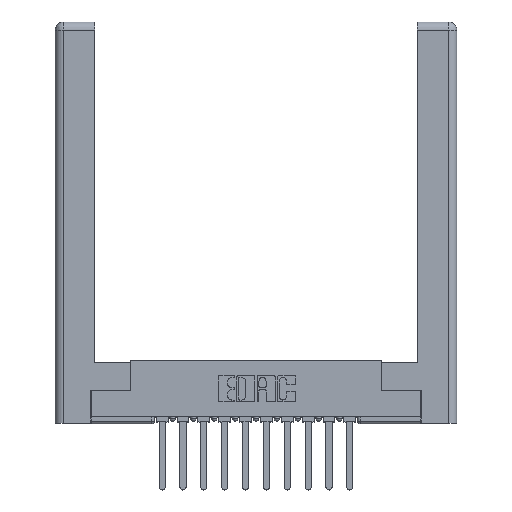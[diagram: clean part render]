
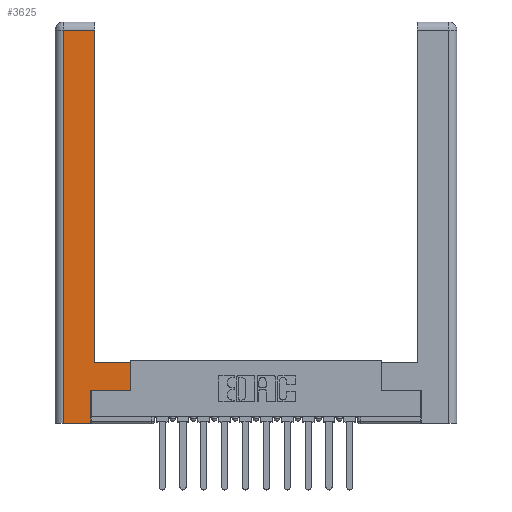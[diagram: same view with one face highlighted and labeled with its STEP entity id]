
A CAD part, top view. The second image highlights one B-rep face of the part: STEP entity #3625.
In plain terms, the highlighted planar face has unit normal (0, 0, 1).
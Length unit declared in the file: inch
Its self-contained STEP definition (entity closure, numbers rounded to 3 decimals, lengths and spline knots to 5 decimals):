
#305 = VECTOR ( 'NONE', #4271, 39.37008 ) ;
#349 = CARTESIAN_POINT ( 'NONE',  ( 0.0615, 2.94, 0. ) ) ;
#364 = VECTOR ( 'NONE', #13502, 39.37008 ) ;
#454 = LINE ( 'NONE', #6788, #11193 ) ;
#580 = VERTEX_POINT ( 'NONE', #1167 ) ;
#871 = DIRECTION ( 'NONE',  ( 0., 1., 0. ) ) ;
#1167 = CARTESIAN_POINT ( 'NONE',  ( 0.295, 0.45, 0. ) ) ;
#1488 = AXIS2_PLACEMENT_3D ( 'NONE', #5831, #9525, #10653 ) ;
#1705 = LINE ( 'NONE', #6604, #4435 ) ;
#1709 = CARTESIAN_POINT ( 'NONE',  ( 0.265, 0.245, 0. ) ) ;
#2316 = LINE ( 'NONE', #14858, #364 ) ;
#2965 = CARTESIAN_POINT ( 'NONE',  ( 0.0615, 0., 0. ) ) ;
#3355 = VECTOR ( 'NONE', #871, 39.37008 ) ;
#3416 = CARTESIAN_POINT ( 'NONE',  ( 0.565, 0.45, 0. ) ) ;
#3625 = ADVANCED_FACE ( 'NONE', ( #11860 ), #15730, .F. ) ;
#3740 = CARTESIAN_POINT ( 'NONE',  ( 0.295, 2.94, 0. ) ) ;
#4271 = DIRECTION ( 'NONE',  ( -1., 0., 0. ) ) ;
#4435 = VECTOR ( 'NONE', #11512, 39.37008 ) ;
#4496 = CARTESIAN_POINT ( 'NONE',  ( 0.265, 0., 0. ) ) ;
#4542 = VERTEX_POINT ( 'NONE', #11995 ) ;
#4601 = ORIENTED_EDGE ( 'NONE', *, *, #11268, .T. ) ;
#4683 = ORIENTED_EDGE ( 'NONE', *, *, #13517, .T. ) ;
#5078 = CARTESIAN_POINT ( 'NONE',  ( 0.565, 0.245, 0. ) ) ;
#5654 = EDGE_LOOP ( 'NONE', ( #9958, #7095, #4683, #11991, #12171, #12818, #4601, #9714 ) ) ;
#5831 = CARTESIAN_POINT ( 'NONE',  ( 0., 0., 0. ) ) ;
#6604 = CARTESIAN_POINT ( 'NONE',  ( 0.265, 0., 0. ) ) ;
#6710 = DIRECTION ( 'NONE',  ( 0., -1., 0. ) ) ;
#6788 = CARTESIAN_POINT ( 'NONE',  ( 0.565, 0.45, 0. ) ) ;
#6790 = EDGE_CURVE ( 'NONE', #13544, #580, #2316, .T. ) ;
#7095 = ORIENTED_EDGE ( 'NONE', *, *, #12616, .T. ) ;
#7363 = CARTESIAN_POINT ( 'NONE',  ( 0.265, 0.245, 0. ) ) ;
#7742 = VERTEX_POINT ( 'NONE', #2965 ) ;
#9087 = VERTEX_POINT ( 'NONE', #5078 ) ;
#9510 = LINE ( 'NONE', #14436, #10071 ) ;
#9525 = DIRECTION ( 'NONE',  ( 0., 0., -1. ) ) ;
#9714 = ORIENTED_EDGE ( 'NONE', *, *, #6790, .T. ) ;
#9900 = EDGE_CURVE ( 'NONE', #12329, #10406, #11137, .T. ) ;
#9958 = ORIENTED_EDGE ( 'NONE', *, *, #14326, .T. ) ;
#10071 = VECTOR ( 'NONE', #6710, 39.37008 ) ;
#10228 = VERTEX_POINT ( 'NONE', #3740 ) ;
#10406 = VERTEX_POINT ( 'NONE', #1709 ) ;
#10446 = LINE ( 'NONE', #11883, #3355 ) ;
#10622 = CARTESIAN_POINT ( 'NONE',  ( 0.565, 0.245, 0. ) ) ;
#10653 = DIRECTION ( 'NONE',  ( -1., 0., 0. ) ) ;
#10864 = VECTOR ( 'NONE', #13119, 39.37008 ) ;
#11137 = LINE ( 'NONE', #7363, #12644 ) ;
#11193 = VECTOR ( 'NONE', #15408, 39.37008 ) ;
#11268 = EDGE_CURVE ( 'NONE', #9087, #13544, #454, .T. ) ;
#11345 = LINE ( 'NONE', #349, #305 ) ;
#11512 = DIRECTION ( 'NONE',  ( 1., 0., 0. ) ) ;
#11860 = FACE_OUTER_BOUND ( 'NONE', #5654, .T. ) ;
#11883 = CARTESIAN_POINT ( 'NONE',  ( 0.295, 3., 0. ) ) ;
#11991 = ORIENTED_EDGE ( 'NONE', *, *, #13834, .T. ) ;
#11995 = CARTESIAN_POINT ( 'NONE',  ( 0.0615, 2.94, 0. ) ) ;
#12171 = ORIENTED_EDGE ( 'NONE', *, *, #9900, .T. ) ;
#12329 = VERTEX_POINT ( 'NONE', #4496 ) ;
#12512 = DIRECTION ( 'NONE',  ( 0., 1., 0. ) ) ;
#12616 = EDGE_CURVE ( 'NONE', #10228, #4542, #11345, .T. ) ;
#12644 = VECTOR ( 'NONE', #12512, 39.37008 ) ;
#12818 = ORIENTED_EDGE ( 'NONE', *, *, #13965, .T. ) ;
#12957 = LINE ( 'NONE', #10622, #10864 ) ;
#13119 = DIRECTION ( 'NONE',  ( 1., 0., 0. ) ) ;
#13502 = DIRECTION ( 'NONE',  ( -1., 0., 0. ) ) ;
#13517 = EDGE_CURVE ( 'NONE', #4542, #7742, #9510, .T. ) ;
#13544 = VERTEX_POINT ( 'NONE', #3416 ) ;
#13834 = EDGE_CURVE ( 'NONE', #7742, #12329, #1705, .T. ) ;
#13965 = EDGE_CURVE ( 'NONE', #10406, #9087, #12957, .T. ) ;
#14326 = EDGE_CURVE ( 'NONE', #580, #10228, #10446, .T. ) ;
#14436 = CARTESIAN_POINT ( 'NONE',  ( 0.0615, 0., 0. ) ) ;
#14858 = CARTESIAN_POINT ( 'NONE',  ( 0.295, 0.45, 0. ) ) ;
#15408 = DIRECTION ( 'NONE',  ( 0., 1., 0. ) ) ;
#15730 = PLANE ( 'NONE',  #1488 ) ;
